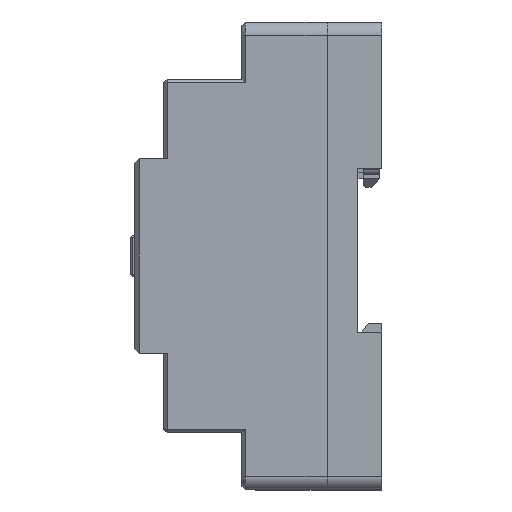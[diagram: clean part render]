
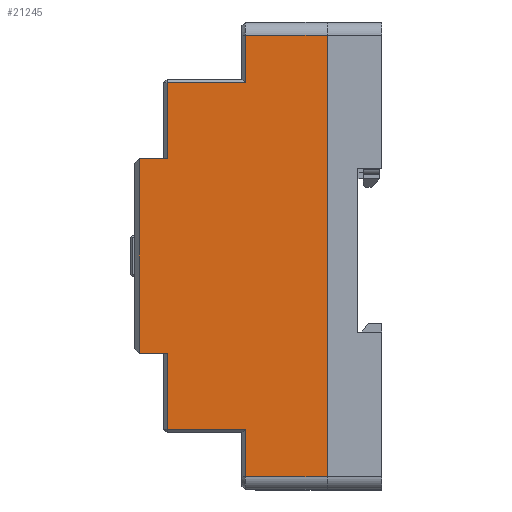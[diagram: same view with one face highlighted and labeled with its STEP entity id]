
A CAD part, left-side view. The second image highlights one B-rep face of the part: STEP entity #21245.
In plain terms, the highlighted face is planar.
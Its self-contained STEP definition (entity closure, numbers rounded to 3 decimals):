
#556=PLANE('',#22564);
#1459=FACE_OUTER_BOUND('',#2477,.T.);
#2477=EDGE_LOOP('',(#17240,#17241,#17242,#17243,#17244,#17245,#17246,#17247,
#17248,#17249,#17250,#17251));
#4297=LINE('',#31929,#7019);
#4619=LINE('',#32681,#7341);
#4621=LINE('',#32685,#7343);
#4622=LINE('',#32687,#7344);
#4623=LINE('',#32689,#7345);
#4624=LINE('',#32691,#7346);
#4625=LINE('',#32692,#7347);
#4626=LINE('',#32694,#7348);
#4627=LINE('',#32696,#7349);
#4628=LINE('',#32698,#7350);
#4629=LINE('',#32700,#7351);
#4630=LINE('',#32701,#7352);
#7019=VECTOR('',#25854,10.);
#7341=VECTOR('',#26518,10.);
#7343=VECTOR('',#26522,10.);
#7344=VECTOR('',#26523,10.);
#7345=VECTOR('',#26524,10.);
#7346=VECTOR('',#26525,10.);
#7347=VECTOR('',#26526,10.);
#7348=VECTOR('',#26527,10.);
#7349=VECTOR('',#26528,10.);
#7350=VECTOR('',#26529,10.);
#7351=VECTOR('',#26530,10.);
#7352=VECTOR('',#26531,10.);
#9902=VERTEX_POINT('',#31926);
#9903=VERTEX_POINT('',#31928);
#10158=VERTEX_POINT('',#32665);
#10162=VERTEX_POINT('',#32677);
#10163=VERTEX_POINT('',#32684);
#10164=VERTEX_POINT('',#32686);
#10165=VERTEX_POINT('',#32688);
#10166=VERTEX_POINT('',#32690);
#10167=VERTEX_POINT('',#32693);
#10168=VERTEX_POINT('',#32695);
#10169=VERTEX_POINT('',#32697);
#10170=VERTEX_POINT('',#32699);
#12459=EDGE_CURVE('',#9902,#9903,#4297,.T.);
#12838=EDGE_CURVE('',#10158,#10162,#4619,.T.);
#12840=EDGE_CURVE('',#10158,#10163,#4621,.T.);
#12841=EDGE_CURVE('',#10164,#10163,#4622,.T.);
#12842=EDGE_CURVE('',#10165,#10164,#4623,.T.);
#12843=EDGE_CURVE('',#10166,#10165,#4624,.T.);
#12844=EDGE_CURVE('',#9903,#10166,#4625,.T.);
#12845=EDGE_CURVE('',#10167,#9902,#4626,.T.);
#12846=EDGE_CURVE('',#10168,#10167,#4627,.T.);
#12847=EDGE_CURVE('',#10169,#10168,#4628,.T.);
#12848=EDGE_CURVE('',#10170,#10169,#4629,.T.);
#12849=EDGE_CURVE('',#10170,#10162,#4630,.T.);
#17240=ORIENTED_EDGE('',*,*,#12838,.F.);
#17241=ORIENTED_EDGE('',*,*,#12840,.T.);
#17242=ORIENTED_EDGE('',*,*,#12841,.F.);
#17243=ORIENTED_EDGE('',*,*,#12842,.F.);
#17244=ORIENTED_EDGE('',*,*,#12843,.F.);
#17245=ORIENTED_EDGE('',*,*,#12844,.F.);
#17246=ORIENTED_EDGE('',*,*,#12459,.F.);
#17247=ORIENTED_EDGE('',*,*,#12845,.F.);
#17248=ORIENTED_EDGE('',*,*,#12846,.F.);
#17249=ORIENTED_EDGE('',*,*,#12847,.F.);
#17250=ORIENTED_EDGE('',*,*,#12848,.F.);
#17251=ORIENTED_EDGE('',*,*,#12849,.T.);
#21245=ADVANCED_FACE('',(#1459),#556,.T.);
#22564=AXIS2_PLACEMENT_3D('',#32683,#26520,#26521);
#25854=DIRECTION('',(0.,1.,0.));
#26518=DIRECTION('',(0.,-1.,0.));
#26520=DIRECTION('center_axis',(1.,0.,0.));
#26521=DIRECTION('ref_axis',(0.,-1.,0.));
#26522=DIRECTION('',(0.,0.,1.));
#26523=DIRECTION('',(0.,-1.,0.));
#26524=DIRECTION('',(0.,0.,-1.));
#26525=DIRECTION('',(0.,-1.,0.));
#26526=DIRECTION('',(0.,0.,-1.));
#26527=DIRECTION('',(0.,0.,1.));
#26528=DIRECTION('',(0.,-1.,0.));
#26529=DIRECTION('',(0.,0.,1.));
#26530=DIRECTION('',(0.,-1.,0.));
#26531=DIRECTION('',(0.,0.,-1.));
#31926=CARTESIAN_POINT('',(0.,-49.9,-1.));
#31928=CARTESIAN_POINT('',(0.,49.9,-1.));
#31929=CARTESIAN_POINT('',(0.,-49.9,-1.));
#32665=CARTESIAN_POINT('',(0.,22.,-43.5));
#32677=CARTESIAN_POINT('',(0.,-22.,-43.5));
#32681=CARTESIAN_POINT('',(0.,26.45,-43.5));
#32683=CARTESIAN_POINT('Origin',(0.,52.9,0.));
#32684=CARTESIAN_POINT('',(0.,22.,-37.2));
#32685=CARTESIAN_POINT('',(0.,22.,-22.25));
#32686=CARTESIAN_POINT('',(0.,39.2,-37.2));
#32687=CARTESIAN_POINT('',(0.,37.45,-37.2));
#32688=CARTESIAN_POINT('',(0.,39.2,-19.5));
#32689=CARTESIAN_POINT('',(0.,39.2,-19.));
#32690=CARTESIAN_POINT('',(0.,49.9,-19.5));
#32691=CARTESIAN_POINT('',(0.,46.45,-19.5));
#32692=CARTESIAN_POINT('',(0.,49.9,0.));
#32693=CARTESIAN_POINT('',(0.,-49.9,-19.5));
#32694=CARTESIAN_POINT('',(0.,-49.9,-1.5));
#32695=CARTESIAN_POINT('',(0.,-39.2,-19.5));
#32696=CARTESIAN_POINT('',(0.,0.,-19.5));
#32697=CARTESIAN_POINT('',(0.,-39.2,-37.2));
#32698=CARTESIAN_POINT('',(0.,-39.2,-10.15));
#32699=CARTESIAN_POINT('',(0.,-22.,-37.2));
#32700=CARTESIAN_POINT('',(0.,6.45,-37.2));
#32701=CARTESIAN_POINT('',(0.,-22.,-42.5));
